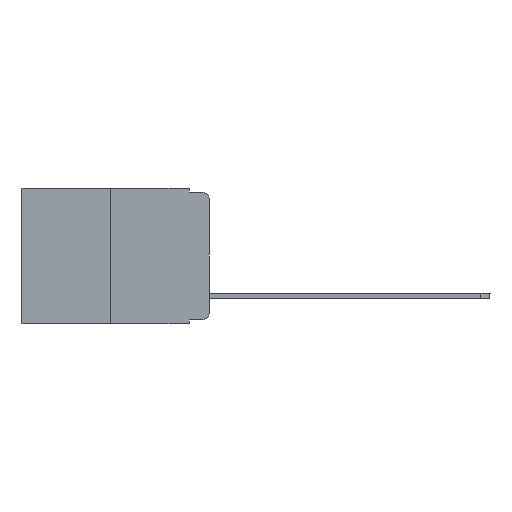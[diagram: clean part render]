
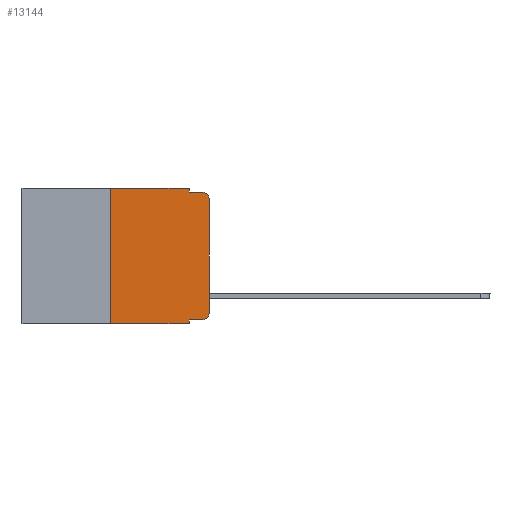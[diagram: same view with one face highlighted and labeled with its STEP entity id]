
A CAD part, left-side view. The second image highlights one B-rep face of the part: STEP entity #13144.
In plain terms, the highlighted planar face has unit normal (-1, 0, 0).
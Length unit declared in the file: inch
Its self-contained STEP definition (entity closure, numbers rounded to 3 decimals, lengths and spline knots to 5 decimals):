
#45 = EDGE_CURVE ( 'NONE', #4229, #3988, #12447, .T. ) ;
#138 = CARTESIAN_POINT ( 'NONE',  ( 0., 0.473, -0.343 ) ) ;
#325 = EDGE_CURVE ( 'NONE', #5409, #12381, #6223, .T. ) ;
#472 = AXIS2_PLACEMENT_3D ( 'NONE', #11183, #1023, #6080 ) ;
#746 = CIRCLE ( 'NONE', #2774, 0.02 ) ;
#775 = PLANE ( 'NONE',  #7771 ) ;
#1023 = DIRECTION ( 'NONE',  ( -1., 0., 0. ) ) ;
#1259 = EDGE_CURVE ( 'NONE', #7720, #5409, #746, .T. ) ;
#1511 = DIRECTION ( 'NONE',  ( 0., 0., -1. ) ) ;
#1611 = VECTOR ( 'NONE', #2068, 39.37008 ) ;
#1710 = ORIENTED_EDGE ( 'NONE', *, *, #3995, .F. ) ;
#1776 = LINE ( 'NONE', #8211, #1611 ) ;
#1871 = VECTOR ( 'NONE', #4267, 39.37008 ) ;
#2068 = DIRECTION ( 'NONE',  ( 0., -1., 0. ) ) ;
#2093 = VERTEX_POINT ( 'NONE', #8533 ) ;
#2142 = LINE ( 'NONE', #3572, #5857 ) ;
#2316 = ORIENTED_EDGE ( 'NONE', *, *, #3160, .F. ) ;
#2451 = EDGE_CURVE ( 'NONE', #12381, #7107, #11562, .T. ) ;
#2492 = CARTESIAN_POINT ( 'NONE',  ( 0., 0.051, -0.01 ) ) ;
#2774 = AXIS2_PLACEMENT_3D ( 'NONE', #4781, #13010, #11903 ) ;
#2931 = CARTESIAN_POINT ( 'NONE',  ( 0., 0., -0.03 ) ) ;
#3160 = EDGE_CURVE ( 'NONE', #11192, #3988, #11215, .T. ) ;
#3267 = CARTESIAN_POINT ( 'NONE',  ( 0., 0.473, 0. ) ) ;
#3572 = CARTESIAN_POINT ( 'NONE',  ( 0., 0.051, 0. ) ) ;
#3629 = LINE ( 'NONE', #3267, #1871 ) ;
#3988 = VERTEX_POINT ( 'NONE', #12185 ) ;
#3992 = DIRECTION ( 'NONE',  ( 0., 0., 1. ) ) ;
#3995 = EDGE_CURVE ( 'NONE', #4229, #2093, #8338, .T. ) ;
#4212 = ORIENTED_EDGE ( 'NONE', *, *, #45, .T. ) ;
#4229 = VERTEX_POINT ( 'NONE', #5320 ) ;
#4267 = DIRECTION ( 'NONE',  ( 0., -1., 0. ) ) ;
#4383 = CARTESIAN_POINT ( 'NONE',  ( 0., 0.02, -0.01 ) ) ;
#4504 = ORIENTED_EDGE ( 'NONE', *, *, #325, .T. ) ;
#4625 = DIRECTION ( 'NONE',  ( 0., 0., -1. ) ) ;
#4781 = CARTESIAN_POINT ( 'NONE',  ( 0., 0.02, -0.313 ) ) ;
#4873 = VERTEX_POINT ( 'NONE', #12525 ) ;
#5053 = DIRECTION ( 'NONE',  ( 0., 0., 1. ) ) ;
#5260 = DIRECTION ( 'NONE',  ( 0., -1., 0. ) ) ;
#5320 = CARTESIAN_POINT ( 'NONE',  ( 0., 0.25, -0.343 ) ) ;
#5409 = VERTEX_POINT ( 'NONE', #12731 ) ;
#5857 = VECTOR ( 'NONE', #4625, 39.37008 ) ;
#6080 = DIRECTION ( 'NONE',  ( 0., 0., -1. ) ) ;
#6083 = CARTESIAN_POINT ( 'NONE',  ( 0., 0., 0. ) ) ;
#6213 = CARTESIAN_POINT ( 'NONE',  ( 0., 0.25, 0. ) ) ;
#6223 = LINE ( 'NONE', #6083, #12589 ) ;
#6401 = EDGE_CURVE ( 'NONE', #2093, #4873, #3629, .T. ) ;
#6515 = ORIENTED_EDGE ( 'NONE', *, *, #9677, .F. ) ;
#6521 = FACE_OUTER_BOUND ( 'NONE', #7275, .T. ) ;
#6679 = CARTESIAN_POINT ( 'NONE',  ( 0., 0.051, 0. ) ) ;
#6724 = VECTOR ( 'NONE', #9509, 39.37008 ) ;
#6845 = ORIENTED_EDGE ( 'NONE', *, *, #2451, .T. ) ;
#6972 = CARTESIAN_POINT ( 'NONE',  ( 0., 0.473, 0. ) ) ;
#7107 = VERTEX_POINT ( 'NONE', #4383 ) ;
#7275 = EDGE_LOOP ( 'NONE', ( #4504, #6845, #8788, #6515, #9443, #1710, #4212, #2316, #11235, #12474 ) ) ;
#7720 = VERTEX_POINT ( 'NONE', #9712 ) ;
#7771 = AXIS2_PLACEMENT_3D ( 'NONE', #6972, #10106, #12126 ) ;
#8211 = CARTESIAN_POINT ( 'NONE',  ( 0., 0.051, -0.01 ) ) ;
#8281 = CARTESIAN_POINT ( 'NONE',  ( 0., 0.051, -0.333 ) ) ;
#8338 = LINE ( 'NONE', #6213, #11679 ) ;
#8533 = CARTESIAN_POINT ( 'NONE',  ( 0., 0.25, 0. ) ) ;
#8788 = ORIENTED_EDGE ( 'NONE', *, *, #12591, .F. ) ;
#9443 = ORIENTED_EDGE ( 'NONE', *, *, #6401, .F. ) ;
#9509 = DIRECTION ( 'NONE',  ( 0., -1., 0. ) ) ;
#9677 = EDGE_CURVE ( 'NONE', #4873, #11467, #2142, .T. ) ;
#9712 = CARTESIAN_POINT ( 'NONE',  ( 0., 0.02, -0.333 ) ) ;
#10106 = DIRECTION ( 'NONE',  ( 1., 0., 0. ) ) ;
#10578 = VECTOR ( 'NONE', #1511, 39.37008 ) ;
#11100 = EDGE_CURVE ( 'NONE', #11192, #7720, #12196, .T. ) ;
#11183 = CARTESIAN_POINT ( 'NONE',  ( 0., 0.02, -0.03 ) ) ;
#11192 = VERTEX_POINT ( 'NONE', #12467 ) ;
#11215 = LINE ( 'NONE', #6679, #10578 ) ;
#11235 = ORIENTED_EDGE ( 'NONE', *, *, #11100, .T. ) ;
#11467 = VERTEX_POINT ( 'NONE', #2492 ) ;
#11562 = CIRCLE ( 'NONE', #472, 0.02 ) ;
#11679 = VECTOR ( 'NONE', #5053, 39.37008 ) ;
#11903 = DIRECTION ( 'NONE',  ( 0., 0., -1. ) ) ;
#12126 = DIRECTION ( 'NONE',  ( 0., 0., -1. ) ) ;
#12185 = CARTESIAN_POINT ( 'NONE',  ( 0., 0.051, -0.343 ) ) ;
#12196 = LINE ( 'NONE', #8281, #12818 ) ;
#12381 = VERTEX_POINT ( 'NONE', #2931 ) ;
#12447 = LINE ( 'NONE', #138, #6724 ) ;
#12467 = CARTESIAN_POINT ( 'NONE',  ( 0., 0.051, -0.333 ) ) ;
#12474 = ORIENTED_EDGE ( 'NONE', *, *, #1259, .T. ) ;
#12525 = CARTESIAN_POINT ( 'NONE',  ( 0., 0.051, 0. ) ) ;
#12589 = VECTOR ( 'NONE', #3992, 39.37008 ) ;
#12591 = EDGE_CURVE ( 'NONE', #11467, #7107, #1776, .T. ) ;
#12731 = CARTESIAN_POINT ( 'NONE',  ( 0., 0., -0.313 ) ) ;
#12818 = VECTOR ( 'NONE', #5260, 39.37008 ) ;
#13010 = DIRECTION ( 'NONE',  ( -1., 0., 0. ) ) ;
#13144 = ADVANCED_FACE ( 'NONE', ( #6521 ), #775, .F. ) ;
